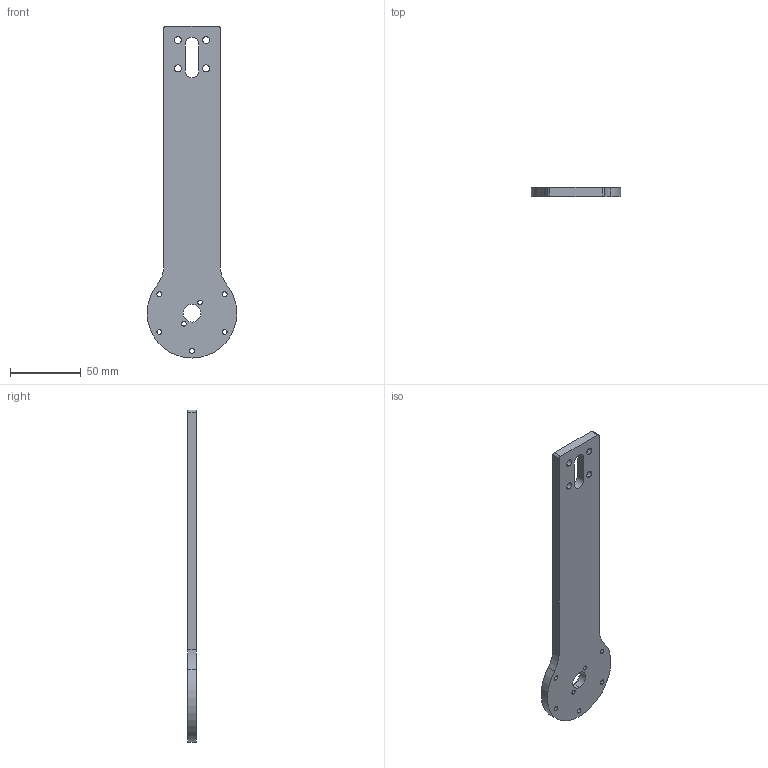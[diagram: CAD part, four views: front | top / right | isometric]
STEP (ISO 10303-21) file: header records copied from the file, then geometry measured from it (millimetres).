
FILE_DESCRIPTION (( 'STEP AP203' ), '1' );
FILE_NAME ('C006-292_01_sldprt.STEP', '2016-06-02T17:06:40', ( 'Shusen Zhang' ), ( 'MathWorks' ), 'SwSTEP 2.0', 'SolidWorks 2015', '' );
FILE_SCHEMA (( 'CONFIG_CONTROL_DESIGN' ));
Length unit declared in the file: inch
Products named in the file (1): C006-292_01_sldprt
Bounding box: 63.49 x 6.35 x 234.95 mm (x, y, z)
Volume: 61013.9 mm3; surface area: 24272.1 mm2
Topology: 1 solids, 1 shells, 43 faces, 120 edges, 80 vertices
Faces by surface type: cylinder 35, plane 8
Entity records: 1555 total; most frequent: DIRECTION 278, CARTESIAN_POINT 244, ORIENTED_EDGE 240, EDGE_CURVE 120, AXIS2_PLACEMENT_3D 114, VERTEX_POINT 80, EDGE_LOOP 70, CIRCLE 70
